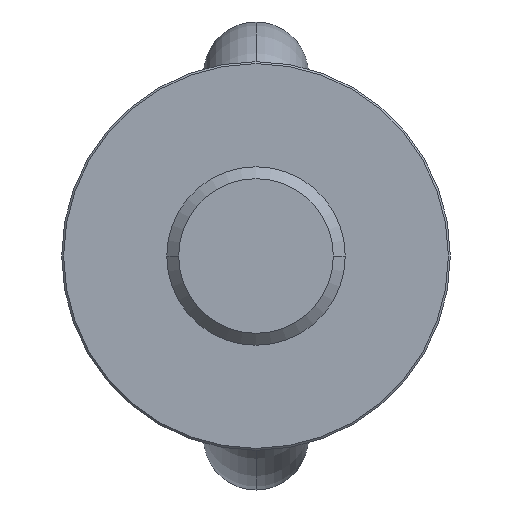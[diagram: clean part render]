
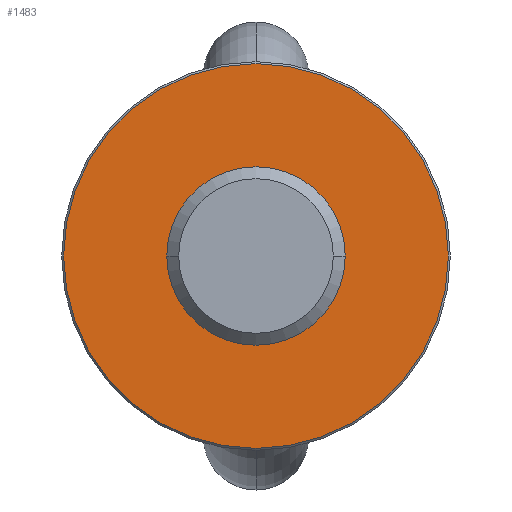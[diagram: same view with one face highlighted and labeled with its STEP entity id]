
A CAD part, front view. The second image highlights one B-rep face of the part: STEP entity #1483.
In plain terms, the highlighted planar face has unit normal (0, -1, 0).
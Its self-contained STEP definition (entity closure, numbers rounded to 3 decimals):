
#5=CARTESIAN_POINT('',(0.,0.,0.));
#6=DIRECTION('',(0.,1.,0.));
#7=DIRECTION('',(1.,0.,0.));
#8=AXIS2_PLACEMENT_3D('',#5,#6,#7);
#14=CARTESIAN_POINT('',(0.,0.,0.));
#15=DIRECTION('',(0.,-1.,0.));
#16=DIRECTION('',(1.,0.,0.));
#17=AXIS2_PLACEMENT_3D('',#14,#15,#16);
#52=CARTESIAN_POINT('',(0.,0.,0.));
#53=DIRECTION('',(0.,-1.,0.));
#54=DIRECTION('',(1.,0.,0.));
#55=AXIS2_PLACEMENT_3D('',#52,#53,#54);
#1129=CARTESIAN_POINT('',(0.,0.,0.));
#1130=DIRECTION('',(0.,1.,0.));
#1131=DIRECTION('',(1.,0.,0.));
#1132=AXIS2_PLACEMENT_3D('',#1129,#1130,#1131);
#1182=CARTESIAN_POINT('',(48.5,0.,0.));
#1183=CARTESIAN_POINT('',(-48.5,0.,0.));
#1184=VERTEX_POINT('',#1182);
#1185=VERTEX_POINT('',#1183);
#1238=CARTESIAN_POINT('',(22.5,0.,0.));
#1240=VERTEX_POINT('',#1238);
#1244=CARTESIAN_POINT('',(-22.5,0.,0.));
#1246=VERTEX_POINT('',#1244);
#1466=CARTESIAN_POINT('',(0.,0.,0.));
#1467=DIRECTION('',(0.,-1.,0.));
#1468=DIRECTION('',(-1.,0.,0.));
#1469=AXIS2_PLACEMENT_3D('',#1466,#1467,#1468);
#1470=PLANE('',#1469);
#1472=ORIENTED_EDGE('',*,*,#1471,.F.);
#1474=ORIENTED_EDGE('',*,*,#1473,.T.);
#1475=EDGE_LOOP('',(#1472,#1474));
#1476=FACE_OUTER_BOUND('',#1475,.F.);
#1478=ORIENTED_EDGE('',*,*,#1477,.F.);
#1480=ORIENTED_EDGE('',*,*,#1479,.T.);
#1481=EDGE_LOOP('',(#1478,#1480));
#1482=FACE_BOUND('',#1481,.F.);
#1483=ADVANCED_FACE('',(#1476,#1482),#1470,.T.);
#9=CIRCLE('',#8,22.5);
#18=CIRCLE('',#17,22.5);
#56=CIRCLE('',#55,48.5);
#1133=CIRCLE('',#1132,48.5);
#1471=EDGE_CURVE('',#1184,#1185,#56,.T.);
#1473=EDGE_CURVE('',#1184,#1185,#1133,.T.);
#1477=EDGE_CURVE('',#1240,#1246,#9,.T.);
#1479=EDGE_CURVE('',#1240,#1246,#18,.T.);
